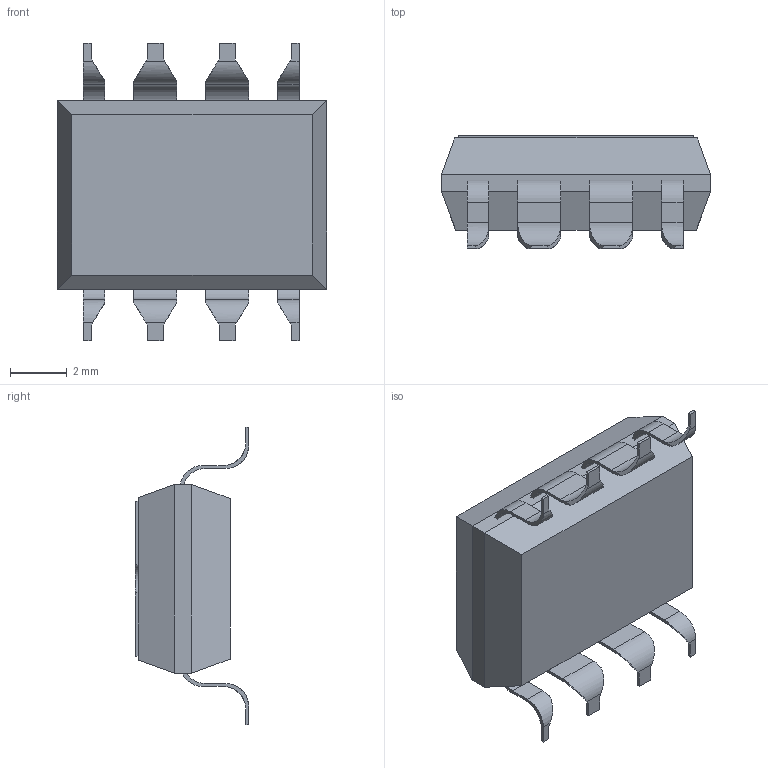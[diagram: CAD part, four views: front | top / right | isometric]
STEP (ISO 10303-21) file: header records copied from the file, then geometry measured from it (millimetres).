
FILE_DESCRIPTION (( 'STEP AP214' ), '1' );
FILE_NAME ('SOP8.STEP', '2015-03-19T12:16:41', ( '' ), ( '' ), 'SwSTEP 2.0', 'SolidWorks 2013', '' );
FILE_SCHEMA (( 'AUTOMOTIVE_DESIGN' ));
Length unit declared in the file: millimetre
Products named in the file (3): Pin; Body; SOP8
Assembly tree (2 placements, depth 2):
  SOP8
    Body
    Pin
Bounding box: 9.5 x 4 x 10.5 mm (x, y, z)
Volume: 198.3 mm3; surface area: 357.9 mm2
Topology: 2 solids, 2 shells, 139 faces, 370 edges, 236 vertices
Faces by surface type: plane 106, cylinder 33
Entity records: 4352 total; most frequent: CARTESIAN_POINT 822, ORIENTED_EDGE 740, DIRECTION 688, EDGE_CURVE 370, LINE 292, VECTOR 292, VERTEX_POINT 236, AXIS2_PLACEMENT_3D 198
